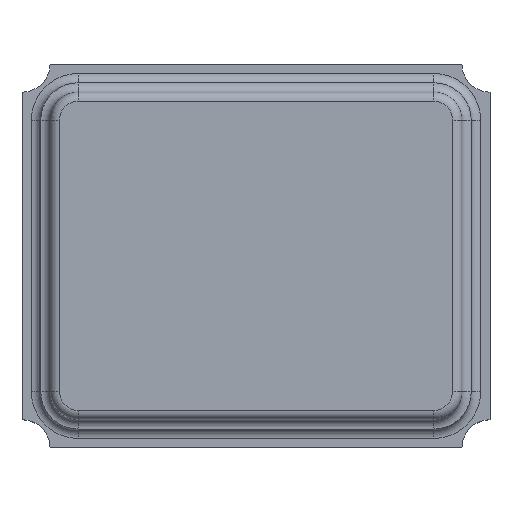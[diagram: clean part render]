
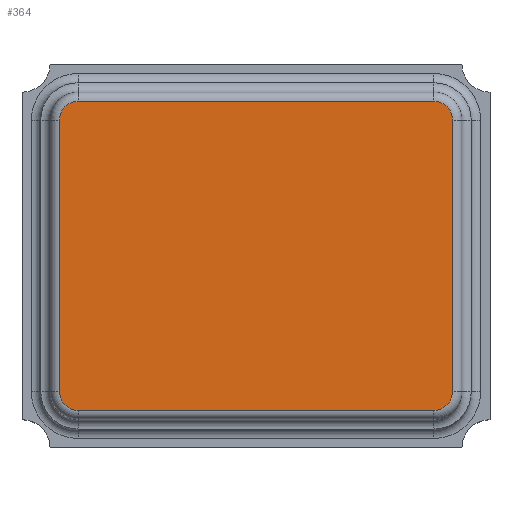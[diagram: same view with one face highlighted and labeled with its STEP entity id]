
A CAD part, top view. The second image highlights one B-rep face of the part: STEP entity #364.
In plain terms, the highlighted planar face has unit normal (0, 0, 1).
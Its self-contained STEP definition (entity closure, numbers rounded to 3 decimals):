
#146 = EDGE_LOOP ( 'NONE', ( #4707, #5268, #2405, #4894, #206, #1146, #3672, #1484 ) ) ;
#206 = ORIENTED_EDGE ( 'NONE', *, *, #719, .T. ) ;
#364 = ADVANCED_FACE ( 'NONE', ( #4132 ), #620, .T. ) ;
#413 = DIRECTION ( 'NONE',  ( 0., 1., 0. ) ) ;
#474 = EDGE_CURVE ( 'NONE', #3356, #2367, #3478, .T. ) ;
#520 = CARTESIAN_POINT ( 'NONE',  ( 0.95, -0.725, 0.55 ) ) ;
#571 = CIRCLE ( 'NONE', #1419, 0.1 ) ;
#613 = EDGE_CURVE ( 'NONE', #5023, #848, #4762, .T. ) ;
#620 = PLANE ( 'NONE',  #1477 ) ;
#668 = CARTESIAN_POINT ( 'NONE',  ( 0.95, 0.825, 0.55 ) ) ;
#719 = EDGE_CURVE ( 'NONE', #4405, #3032, #571, .T. ) ;
#735 = AXIS2_PLACEMENT_3D ( 'NONE', #1852, #3026, #1187 ) ;
#848 = VERTEX_POINT ( 'NONE', #6371 ) ;
#884 = CARTESIAN_POINT ( 'NONE',  ( 1.05, -0.725, 0.55 ) ) ;
#934 = EDGE_CURVE ( 'NONE', #3032, #3356, #2534, .T. ) ;
#1146 = ORIENTED_EDGE ( 'NONE', *, *, #934, .T. ) ;
#1167 = DIRECTION ( 'NONE',  ( 0., -1., 0. ) ) ;
#1187 = DIRECTION ( 'NONE',  ( 1., 0., 0. ) ) ;
#1244 = DIRECTION ( 'NONE',  ( -1., 0., 0. ) ) ;
#1419 = AXIS2_PLACEMENT_3D ( 'NONE', #520, #5548, #5519 ) ;
#1448 = CARTESIAN_POINT ( 'NONE',  ( 0.95, -0.825, 0.55 ) ) ;
#1477 = AXIS2_PLACEMENT_3D ( 'NONE', #2034, #2011, #2072 ) ;
#1484 = ORIENTED_EDGE ( 'NONE', *, *, #2037, .T. ) ;
#1536 = CARTESIAN_POINT ( 'NONE',  ( -0.95, 0.825, 0.55 ) ) ;
#1767 = EDGE_CURVE ( 'NONE', #848, #2616, #1902, .T. ) ;
#1852 = CARTESIAN_POINT ( 'NONE',  ( -0.95, 0.725, 0.55 ) ) ;
#1902 = LINE ( 'NONE', #4718, #3086 ) ;
#1982 = VECTOR ( 'NONE', #1244, 1000. ) ;
#2011 = DIRECTION ( 'NONE',  ( 0., 0., 1. ) ) ;
#2034 = CARTESIAN_POINT ( 'NONE',  ( -0.95, -0.725, 0.55 ) ) ;
#2037 = EDGE_CURVE ( 'NONE', #2367, #5023, #2124, .T. ) ;
#2072 = DIRECTION ( 'NONE',  ( 1., 0., 0. ) ) ;
#2124 = LINE ( 'NONE', #1536, #1982 ) ;
#2367 = VERTEX_POINT ( 'NONE', #668 ) ;
#2405 = ORIENTED_EDGE ( 'NONE', *, *, #5843, .T. ) ;
#2444 = CARTESIAN_POINT ( 'NONE',  ( 1.05, 0.725, 0.55 ) ) ;
#2460 = CARTESIAN_POINT ( 'NONE',  ( 1.05, 0.725, 0.55 ) ) ;
#2534 = LINE ( 'NONE', #2460, #6433 ) ;
#2616 = VERTEX_POINT ( 'NONE', #6024 ) ;
#2751 = CARTESIAN_POINT ( 'NONE',  ( 0.95, -0.825, 0.55 ) ) ;
#2771 = CARTESIAN_POINT ( 'NONE',  ( -0.95, -0.725, 0.55 ) ) ;
#2891 = AXIS2_PLACEMENT_3D ( 'NONE', #6155, #3037, #3019 ) ;
#3019 = DIRECTION ( 'NONE',  ( 1., 0., 0. ) ) ;
#3026 = DIRECTION ( 'NONE',  ( 0., 0., 1. ) ) ;
#3032 = VERTEX_POINT ( 'NONE', #884 ) ;
#3037 = DIRECTION ( 'NONE',  ( 0., 0., 1. ) ) ;
#3086 = VECTOR ( 'NONE', #1167, 1000. ) ;
#3270 = DIRECTION ( 'NONE',  ( 1., 0., 0. ) ) ;
#3356 = VERTEX_POINT ( 'NONE', #2444 ) ;
#3478 = CIRCLE ( 'NONE', #2891, 0.1 ) ;
#3672 = ORIENTED_EDGE ( 'NONE', *, *, #474, .T. ) ;
#3907 = CARTESIAN_POINT ( 'NONE',  ( -0.95, 0.825, 0.55 ) ) ;
#3991 = EDGE_CURVE ( 'NONE', #4148, #4405, #5646, .T. ) ;
#4132 = FACE_OUTER_BOUND ( 'NONE', #146, .T. ) ;
#4148 = VERTEX_POINT ( 'NONE', #5439 ) ;
#4371 = AXIS2_PLACEMENT_3D ( 'NONE', #2771, #6331, #3270 ) ;
#4405 = VERTEX_POINT ( 'NONE', #1448 ) ;
#4707 = ORIENTED_EDGE ( 'NONE', *, *, #613, .T. ) ;
#4718 = CARTESIAN_POINT ( 'NONE',  ( -1.05, -0.725, 0.55 ) ) ;
#4762 = CIRCLE ( 'NONE', #735, 0.1 ) ;
#4878 = CIRCLE ( 'NONE', #4371, 0.1 ) ;
#4894 = ORIENTED_EDGE ( 'NONE', *, *, #3991, .T. ) ;
#5023 = VERTEX_POINT ( 'NONE', #3907 ) ;
#5268 = ORIENTED_EDGE ( 'NONE', *, *, #1767, .T. ) ;
#5287 = DIRECTION ( 'NONE',  ( 1., 0., 0. ) ) ;
#5439 = CARTESIAN_POINT ( 'NONE',  ( -0.95, -0.825, 0.55 ) ) ;
#5495 = VECTOR ( 'NONE', #5287, 1000. ) ;
#5519 = DIRECTION ( 'NONE',  ( 1., 0., 0. ) ) ;
#5548 = DIRECTION ( 'NONE',  ( 0., 0., 1. ) ) ;
#5646 = LINE ( 'NONE', #2751, #5495 ) ;
#5843 = EDGE_CURVE ( 'NONE', #2616, #4148, #4878, .T. ) ;
#6024 = CARTESIAN_POINT ( 'NONE',  ( -1.05, -0.725, 0.55 ) ) ;
#6155 = CARTESIAN_POINT ( 'NONE',  ( 0.95, 0.725, 0.55 ) ) ;
#6331 = DIRECTION ( 'NONE',  ( 0., 0., 1. ) ) ;
#6371 = CARTESIAN_POINT ( 'NONE',  ( -1.05, 0.725, 0.55 ) ) ;
#6433 = VECTOR ( 'NONE', #413, 1000. ) ;
